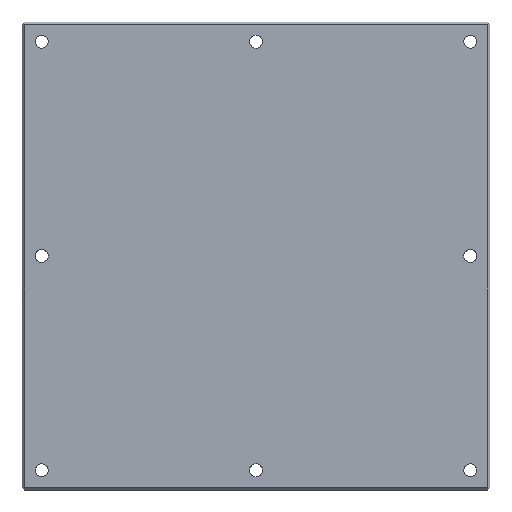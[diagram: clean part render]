
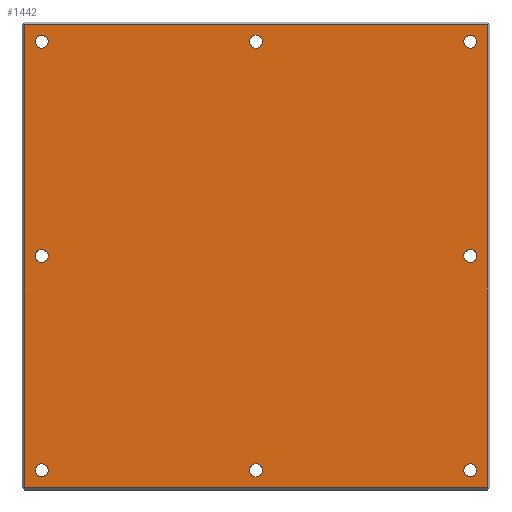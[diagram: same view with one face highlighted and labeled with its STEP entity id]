
A CAD part, top view. The second image highlights one B-rep face of the part: STEP entity #1442.
In plain terms, the highlighted planar face has unit normal (0, 0, 1).
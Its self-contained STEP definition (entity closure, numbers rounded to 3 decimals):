
#155=CARTESIAN_POINT('',(-8.,-8.,31.5));
#156=DIRECTION('',(0.,0.,-1.));
#157=DIRECTION('',(1.,0.,0.));
#158=AXIS2_PLACEMENT_3D('',#155,#156,#157);
#160=CARTESIAN_POINT('',(-8.,-8.,31.5));
#161=DIRECTION('',(0.,0.,-1.));
#162=DIRECTION('',(-1.,0.,0.));
#163=AXIS2_PLACEMENT_3D('',#160,#161,#162);
#165=CARTESIAN_POINT('',(-95.,-8.,31.5));
#166=DIRECTION('',(0.,0.,-1.));
#167=DIRECTION('',(1.,0.,0.));
#168=AXIS2_PLACEMENT_3D('',#165,#166,#167);
#170=CARTESIAN_POINT('',(-95.,-8.,31.5));
#171=DIRECTION('',(0.,0.,-1.));
#172=DIRECTION('',(-1.,0.,0.));
#173=AXIS2_PLACEMENT_3D('',#170,#171,#172);
#175=CARTESIAN_POINT('',(-182.,-8.,31.5));
#176=DIRECTION('',(0.,0.,-1.));
#177=DIRECTION('',(1.,0.,0.));
#178=AXIS2_PLACEMENT_3D('',#175,#176,#177);
#180=CARTESIAN_POINT('',(-182.,-8.,31.5));
#181=DIRECTION('',(0.,0.,-1.));
#182=DIRECTION('',(-1.,0.,0.));
#183=AXIS2_PLACEMENT_3D('',#180,#181,#182);
#185=CARTESIAN_POINT('',(-8.,-95.,31.5));
#186=DIRECTION('',(0.,0.,-1.));
#187=DIRECTION('',(1.,0.,0.));
#188=AXIS2_PLACEMENT_3D('',#185,#186,#187);
#190=CARTESIAN_POINT('',(-8.,-95.,31.5));
#191=DIRECTION('',(0.,0.,-1.));
#192=DIRECTION('',(-1.,0.,0.));
#193=AXIS2_PLACEMENT_3D('',#190,#191,#192);
#195=CARTESIAN_POINT('',(-182.,-95.,31.5));
#196=DIRECTION('',(0.,0.,-1.));
#197=DIRECTION('',(1.,0.,0.));
#198=AXIS2_PLACEMENT_3D('',#195,#196,#197);
#200=CARTESIAN_POINT('',(-182.,-95.,31.5));
#201=DIRECTION('',(0.,0.,-1.));
#202=DIRECTION('',(-1.,0.,0.));
#203=AXIS2_PLACEMENT_3D('',#200,#201,#202);
#205=CARTESIAN_POINT('',(-8.,-182.,31.5));
#206=DIRECTION('',(0.,0.,-1.));
#207=DIRECTION('',(1.,0.,0.));
#208=AXIS2_PLACEMENT_3D('',#205,#206,#207);
#210=CARTESIAN_POINT('',(-8.,-182.,31.5));
#211=DIRECTION('',(0.,0.,-1.));
#212=DIRECTION('',(-1.,0.,0.));
#213=AXIS2_PLACEMENT_3D('',#210,#211,#212);
#215=CARTESIAN_POINT('',(-95.,-182.,31.5));
#216=DIRECTION('',(0.,0.,-1.));
#217=DIRECTION('',(1.,0.,0.));
#218=AXIS2_PLACEMENT_3D('',#215,#216,#217);
#220=CARTESIAN_POINT('',(-95.,-182.,31.5));
#221=DIRECTION('',(0.,0.,-1.));
#222=DIRECTION('',(-1.,0.,0.));
#223=AXIS2_PLACEMENT_3D('',#220,#221,#222);
#225=CARTESIAN_POINT('',(-182.,-182.,31.5));
#226=DIRECTION('',(0.,0.,-1.));
#227=DIRECTION('',(1.,0.,0.));
#228=AXIS2_PLACEMENT_3D('',#225,#226,#227);
#230=CARTESIAN_POINT('',(-182.,-182.,31.5));
#231=DIRECTION('',(0.,0.,-1.));
#232=DIRECTION('',(-1.,0.,0.));
#233=AXIS2_PLACEMENT_3D('',#230,#231,#232);
#235=DIRECTION('',(0.,-1.,0.));
#236=VECTOR('',#235,188.);
#237=CARTESIAN_POINT('',(-189.,-1.,31.5));
#238=LINE('',#237,#236);
#239=DIRECTION('',(-1.,0.,0.));
#240=VECTOR('',#239,188.);
#241=CARTESIAN_POINT('',(-1.,-1.,31.5));
#242=LINE('',#241,#240);
#243=DIRECTION('',(0.,1.,0.));
#244=VECTOR('',#243,188.);
#245=CARTESIAN_POINT('',(-1.,-189.,31.5));
#246=LINE('',#245,#244);
#247=DIRECTION('',(1.,0.,0.));
#248=VECTOR('',#247,188.);
#249=CARTESIAN_POINT('',(-189.,-189.,31.5));
#250=LINE('',#249,#248);
#1029=CARTESIAN_POINT('',(-5.375,-8.,31.5));
#1030=CARTESIAN_POINT('',(-10.625,-8.,31.5));
#1031=VERTEX_POINT('',#1029);
#1032=VERTEX_POINT('',#1030);
#1037=CARTESIAN_POINT('',(-92.375,-8.,31.5));
#1038=CARTESIAN_POINT('',(-97.625,-8.,31.5));
#1039=VERTEX_POINT('',#1037);
#1040=VERTEX_POINT('',#1038);
#1045=CARTESIAN_POINT('',(-179.375,-8.,31.5));
#1046=CARTESIAN_POINT('',(-184.625,-8.,31.5));
#1047=VERTEX_POINT('',#1045);
#1048=VERTEX_POINT('',#1046);
#1053=CARTESIAN_POINT('',(-5.375,-95.,31.5));
#1054=CARTESIAN_POINT('',(-10.625,-95.,31.5));
#1055=VERTEX_POINT('',#1053);
#1056=VERTEX_POINT('',#1054);
#1061=CARTESIAN_POINT('',(-179.375,-95.,31.5));
#1062=CARTESIAN_POINT('',(-184.625,-95.,31.5));
#1063=VERTEX_POINT('',#1061);
#1064=VERTEX_POINT('',#1062);
#1149=CARTESIAN_POINT('',(-189.,-1.,31.5));
#1150=CARTESIAN_POINT('',(-189.,-189.,31.5));
#1151=VERTEX_POINT('',#1149);
#1152=VERTEX_POINT('',#1150);
#1171=CARTESIAN_POINT('',(-1.,-1.,31.5));
#1172=VERTEX_POINT('',#1171);
#1173=CARTESIAN_POINT('',(-1.,-189.,31.5));
#1174=VERTEX_POINT('',#1173);
#1233=CARTESIAN_POINT('',(-5.375,-182.,31.5));
#1234=CARTESIAN_POINT('',(-10.625,-182.,31.5));
#1235=VERTEX_POINT('',#1233);
#1236=VERTEX_POINT('',#1234);
#1241=CARTESIAN_POINT('',(-92.375,-182.,31.5));
#1242=CARTESIAN_POINT('',(-97.625,-182.,31.5));
#1243=VERTEX_POINT('',#1241);
#1244=VERTEX_POINT('',#1242);
#1249=CARTESIAN_POINT('',(-179.375,-182.,31.5));
#1250=CARTESIAN_POINT('',(-184.625,-182.,31.5));
#1251=VERTEX_POINT('',#1249);
#1252=VERTEX_POINT('',#1250);
#1381=CARTESIAN_POINT('',(0.,0.,31.5));
#1382=DIRECTION('',(0.,0.,1.));
#1383=DIRECTION('',(-1.,0.,0.));
#1384=AXIS2_PLACEMENT_3D('',#1381,#1382,#1383);
#1385=PLANE('',#1384);
#1387=ORIENTED_EDGE('',*,*,#1386,.F.);
#1389=ORIENTED_EDGE('',*,*,#1388,.F.);
#1391=ORIENTED_EDGE('',*,*,#1390,.F.);
#1393=ORIENTED_EDGE('',*,*,#1392,.F.);
#1394=EDGE_LOOP('',(#1387,#1389,#1391,#1393));
#1395=FACE_OUTER_BOUND('',#1394,.F.);
#1397=ORIENTED_EDGE('',*,*,#1396,.F.);
#1399=ORIENTED_EDGE('',*,*,#1398,.F.);
#1400=EDGE_LOOP('',(#1397,#1399));
#1401=FACE_BOUND('',#1400,.F.);
#1403=ORIENTED_EDGE('',*,*,#1402,.F.);
#1405=ORIENTED_EDGE('',*,*,#1404,.F.);
#1406=EDGE_LOOP('',(#1403,#1405));
#1407=FACE_BOUND('',#1406,.F.);
#1409=ORIENTED_EDGE('',*,*,#1408,.F.);
#1411=ORIENTED_EDGE('',*,*,#1410,.F.);
#1412=EDGE_LOOP('',(#1409,#1411));
#1413=FACE_BOUND('',#1412,.F.);
#1415=ORIENTED_EDGE('',*,*,#1414,.F.);
#1417=ORIENTED_EDGE('',*,*,#1416,.F.);
#1418=EDGE_LOOP('',(#1415,#1417));
#1419=FACE_BOUND('',#1418,.F.);
#1421=ORIENTED_EDGE('',*,*,#1420,.F.);
#1423=ORIENTED_EDGE('',*,*,#1422,.F.);
#1424=EDGE_LOOP('',(#1421,#1423));
#1425=FACE_BOUND('',#1424,.F.);
#1427=ORIENTED_EDGE('',*,*,#1426,.F.);
#1429=ORIENTED_EDGE('',*,*,#1428,.F.);
#1430=EDGE_LOOP('',(#1427,#1429));
#1431=FACE_BOUND('',#1430,.F.);
#1433=ORIENTED_EDGE('',*,*,#1432,.F.);
#1435=ORIENTED_EDGE('',*,*,#1434,.F.);
#1436=EDGE_LOOP('',(#1433,#1435));
#1437=FACE_BOUND('',#1436,.F.);
#1438=ORIENTED_EDGE('',*,*,#1361,.F.);
#1439=ORIENTED_EDGE('',*,*,#1375,.F.);
#1440=EDGE_LOOP('',(#1438,#1439));
#1441=FACE_BOUND('',#1440,.F.);
#1442=ADVANCED_FACE('',(#1395,#1401,#1407,#1413,#1419,#1425,#1431,#1437,#1441),
#1385,.T.);
#159=CIRCLE('',#158,2.625);
#164=CIRCLE('',#163,2.625);
#169=CIRCLE('',#168,2.625);
#174=CIRCLE('',#173,2.625);
#179=CIRCLE('',#178,2.625);
#184=CIRCLE('',#183,2.625);
#189=CIRCLE('',#188,2.625);
#194=CIRCLE('',#193,2.625);
#199=CIRCLE('',#198,2.625);
#204=CIRCLE('',#203,2.625);
#209=CIRCLE('',#208,2.625);
#214=CIRCLE('',#213,2.625);
#219=CIRCLE('',#218,2.625);
#224=CIRCLE('',#223,2.625);
#229=CIRCLE('',#228,2.625);
#234=CIRCLE('',#233,2.625);
#1361=EDGE_CURVE('',#1031,#1032,#159,.T.);
#1375=EDGE_CURVE('',#1032,#1031,#164,.T.);
#1386=EDGE_CURVE('',#1151,#1152,#238,.T.);
#1388=EDGE_CURVE('',#1172,#1151,#242,.T.);
#1390=EDGE_CURVE('',#1174,#1172,#246,.T.);
#1392=EDGE_CURVE('',#1152,#1174,#250,.T.);
#1396=EDGE_CURVE('',#1039,#1040,#169,.T.);
#1398=EDGE_CURVE('',#1040,#1039,#174,.T.);
#1402=EDGE_CURVE('',#1047,#1048,#179,.T.);
#1404=EDGE_CURVE('',#1048,#1047,#184,.T.);
#1408=EDGE_CURVE('',#1055,#1056,#189,.T.);
#1410=EDGE_CURVE('',#1056,#1055,#194,.T.);
#1414=EDGE_CURVE('',#1063,#1064,#199,.T.);
#1416=EDGE_CURVE('',#1064,#1063,#204,.T.);
#1420=EDGE_CURVE('',#1235,#1236,#209,.T.);
#1422=EDGE_CURVE('',#1236,#1235,#214,.T.);
#1426=EDGE_CURVE('',#1243,#1244,#219,.T.);
#1428=EDGE_CURVE('',#1244,#1243,#224,.T.);
#1432=EDGE_CURVE('',#1251,#1252,#229,.T.);
#1434=EDGE_CURVE('',#1252,#1251,#234,.T.);
